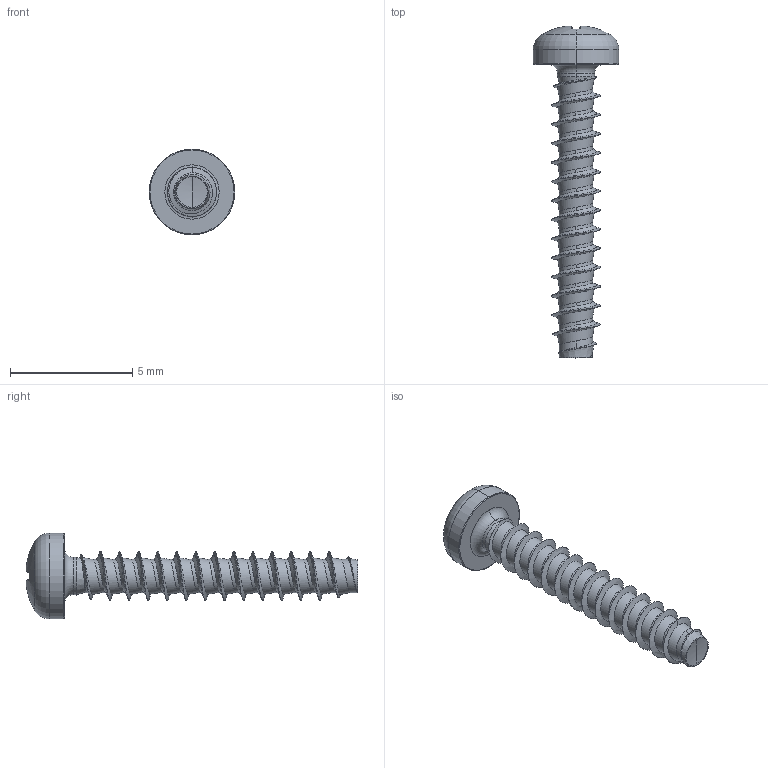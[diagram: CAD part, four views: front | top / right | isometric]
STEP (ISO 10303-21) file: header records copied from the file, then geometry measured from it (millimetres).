
FILE_DESCRIPTION (( 'STEP AP203' ), '1' );
FILE_NAME ('STP320200120.STEP', '2017-08-15T13:57:15', ( '' ), ( '' ), 'SwSTEP 2.0', 'SolidWorks 2015', '' );
FILE_SCHEMA (( 'CONFIG_CONTROL_DESIGN' ));
Length unit declared in the file: millimetre
Products named in the file (1): STP320200120
Bounding box: 3.5 x 13.57 x 3.5 mm (x, y, z)
Volume: 32.4 mm3; surface area: 119.7 mm2
Topology: 1 solids, 1 shells, 192 faces, 446 edges, 256 vertices
Faces by surface type: cylinder 55, bspline 51, torus 28, sphere 28, plane 22, cone 8
Entity records: 22075 total; most frequent: CARTESIAN_POINT 18096, ORIENTED_EDGE 888, DIRECTION 747, EDGE_CURVE 444, AXIS2_PLACEMENT_3D 330, VERTEX_POINT 256, EDGE_LOOP 194, FACE_OUTER_BOUND 192
